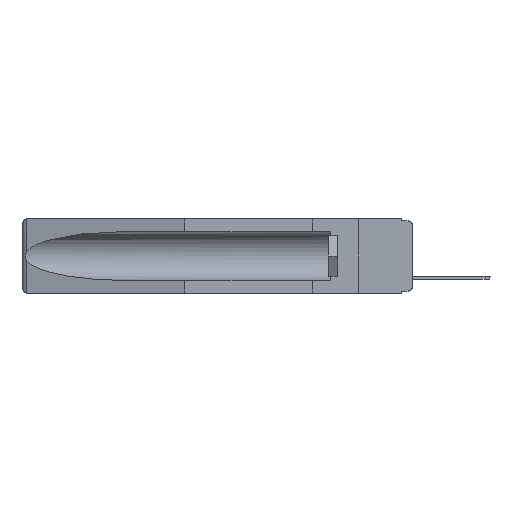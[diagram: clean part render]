
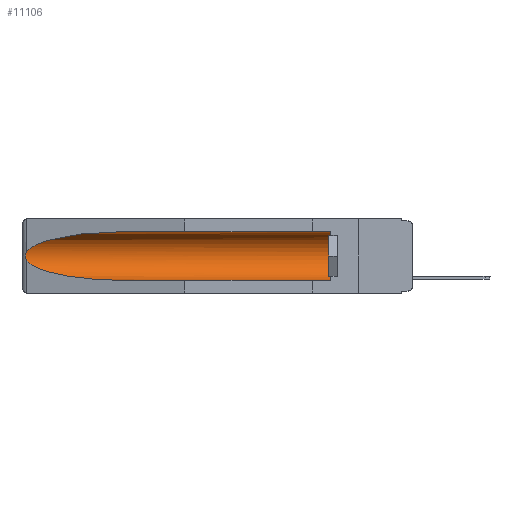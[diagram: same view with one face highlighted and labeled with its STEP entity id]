
A CAD part, left-side view. The second image highlights one B-rep face of the part: STEP entity #11106.
In plain terms, the highlighted cylindrical face has radius 2.857 mm (diameter 5.715 mm), a partial arc.
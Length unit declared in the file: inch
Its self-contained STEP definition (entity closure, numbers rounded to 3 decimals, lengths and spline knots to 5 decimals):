
#132 = LINE ( 'NONE', #24705, #6107 ) ;
#159 = EDGE_LOOP ( 'NONE', ( #19215, #19238, #9402, #18316, #25430, #21725 ) ) ;
#317 = EDGE_CURVE ( 'NONE', #14689, #1844, #9512, .T. ) ;
#985 = CARTESIAN_POINT ( 'NONE',  ( 0.26537, 1.52718, -0.19328 ) ) ;
#1472 = EDGE_CURVE ( 'NONE', #15846, #5969, #14963, .T. ) ;
#1844 = VERTEX_POINT ( 'NONE', #16802 ) ;
#2178 = EDGE_CURVE ( 'NONE', #14689, #11302, #132, .T. ) ;
#2782 = CARTESIAN_POINT ( 'NONE',  ( 0.155, -0.30754, -0.1715 ) ) ;
#3900 = DIRECTION ( 'NONE',  ( 0., 0., 1. ) ) ;
#5265 = CARTESIAN_POINT ( 'NONE',  ( 0.2675, 1.53308, -0.16763 ) ) ;
#5359 = CARTESIAN_POINT ( 'NONE',  ( 0.2673, 1.5327, -0.16383 ) ) ;
#5460 = CARTESIAN_POINT ( 'NONE',  ( 0.25451, 1.48313, -0.09465 ) ) ;
#5631 = VERTEX_POINT ( 'NONE', #985 ) ;
#5775 = CARTESIAN_POINT ( 'NONE',  ( 0.26537, 1.52718, -0.14972 ) ) ;
#5866 = CYLINDRICAL_SURFACE ( 'NONE', #15994, 0.1125 ) ;
#5969 = VERTEX_POINT ( 'NONE', #5775 ) ;
#6107 = VECTOR ( 'NONE', #20646, 39.37008 ) ;
#6854 = CARTESIAN_POINT ( 'NONE',  ( 0.26537, 1.52718, -0.19328 ) ) ;
#6940 = CARTESIAN_POINT ( 'NONE',  ( 0.21114, 1.30732, -0.284 ) ) ;
#7205 = CARTESIAN_POINT ( 'NONE',  ( 0.155, 1.07973, -0.059 ) ) ;
#8307 = CARTESIAN_POINT ( 'NONE',  ( 0.155, 1.07973, -0.059 ) ) ;
#9175 = CARTESIAN_POINT ( 'NONE',  ( 0.155, 1.07973, -0.284 ) ) ;
#9402 = ORIENTED_EDGE ( 'NONE', *, *, #10957, .T. ) ;
#9503 = EDGE_CURVE ( 'NONE', #1844, #15846, #16505, .T. ) ;
#9512 = CIRCLE ( 'NONE', #17137, 0.1125 ) ;
#9597 = CARTESIAN_POINT ( 'NONE',  ( 0.26597, 1.5296, -0.19026 ) ) ;
#10957 = EDGE_CURVE ( 'NONE', #5631, #11302, #19393, .T. ) ;
#11106 = ADVANCED_FACE ( 'NONE', ( #11484 ), #5866, .F. ) ;
#11302 = VERTEX_POINT ( 'NONE', #9175 ) ;
#11484 = FACE_OUTER_BOUND ( 'NONE', #159, .T. ) ;
#11829 = CARTESIAN_POINT ( 'NONE',  ( 0.26655, 1.53094, -0.18657 ) ) ;
#13584 = CARTESIAN_POINT ( 'NONE',  ( 0.26597, 1.52961, -0.15275 ) ) ;
#13779 = CARTESIAN_POINT ( 'NONE',  ( 0.26537, 1.52718, -0.14972 ) ) ;
#13859 = CARTESIAN_POINT ( 'NONE',  ( 0.26537, 1.52718, -0.14972 ) ) ;
#14296 = EDGE_CURVE ( 'NONE', #5969, #5631, #23445, .T. ) ;
#14689 = VERTEX_POINT ( 'NONE', #25833 ) ;
#14918 = CARTESIAN_POINT ( 'NONE',  ( 0.25451, 1.48313, -0.24835 ) ) ;
#14963 =( BOUNDED_CURVE ( )  B_SPLINE_CURVE ( 3, ( #7205, #15898, #5460, #13779 ),
 .UNSPECIFIED., .F., .F. ) 
 B_SPLINE_CURVE_WITH_KNOTS ( ( 4, 4 ),
 ( 4.71239, 6.08839 ),
 .UNSPECIFIED. ) 
 CURVE ( )  GEOMETRIC_REPRESENTATION_ITEM ( )  RATIONAL_B_SPLINE_CURVE ( ( 1., 0.848, 0.848, 1. ) ) 
 REPRESENTATION_ITEM ( '' )  );
#15176 = VECTOR ( 'NONE', #17153, 39.37008 ) ;
#15544 = DIRECTION ( 'NONE',  ( 0., 1., 0. ) ) ;
#15846 = VERTEX_POINT ( 'NONE', #8307 ) ;
#15898 = CARTESIAN_POINT ( 'NONE',  ( 0.21114, 1.30732, -0.059 ) ) ;
#15994 = AXIS2_PLACEMENT_3D ( 'NONE', #2782, #15544, #26181 ) ;
#16505 = LINE ( 'NONE', #21532, #15176 ) ;
#16802 = CARTESIAN_POINT ( 'NONE',  ( 0.155, 0.126, -0.059 ) ) ;
#17137 = AXIS2_PLACEMENT_3D ( 'NONE', #22691, #18601, #3900 ) ;
#17153 = DIRECTION ( 'NONE',  ( 0., 1., 0. ) ) ;
#17809 = CARTESIAN_POINT ( 'NONE',  ( 0.2673, 1.53269, -0.17917 ) ) ;
#18316 = ORIENTED_EDGE ( 'NONE', *, *, #2178, .F. ) ;
#18601 = DIRECTION ( 'NONE',  ( 0., -1., 0. ) ) ;
#19215 = ORIENTED_EDGE ( 'NONE', *, *, #1472, .T. ) ;
#19238 = ORIENTED_EDGE ( 'NONE', *, *, #14296, .T. ) ;
#19393 =( BOUNDED_CURVE ( )  B_SPLINE_CURVE ( 3, ( #6854, #14918, #6940, #19531 ),
 .UNSPECIFIED., .F., .F. ) 
 B_SPLINE_CURVE_WITH_KNOTS ( ( 4, 4 ),
 ( 0.1948, 1.5708 ),
 .UNSPECIFIED. ) 
 CURVE ( )  GEOMETRIC_REPRESENTATION_ITEM ( )  RATIONAL_B_SPLINE_CURVE ( ( 1., 0.848, 0.848, 1. ) ) 
 REPRESENTATION_ITEM ( '' )  );
#19531 = CARTESIAN_POINT ( 'NONE',  ( 0.155, 1.07973, -0.284 ) ) ;
#19866 = CARTESIAN_POINT ( 'NONE',  ( 0.26654, 1.53092, -0.15636 ) ) ;
#20646 = DIRECTION ( 'NONE',  ( 0., 1., 0. ) ) ;
#21532 = CARTESIAN_POINT ( 'NONE',  ( 0.155, -0.30754, -0.059 ) ) ;
#21725 = ORIENTED_EDGE ( 'NONE', *, *, #9503, .T. ) ;
#22691 = CARTESIAN_POINT ( 'NONE',  ( 0.155, 0.126, -0.1715 ) ) ;
#23445 = B_SPLINE_CURVE_WITH_KNOTS ( 'NONE', 3,
 ( #13859, #13584, #19866, #5359, #5265, #24121, #17809, #11829, #9597, #24396 ),
 .UNSPECIFIED., .F., .F.,
 ( 4, 2, 2, 2, 4 ),
 ( 0., 0.00029, 0.00058, 0.00087, 0.00117 ),
 .UNSPECIFIED. ) ;
#24121 = CARTESIAN_POINT ( 'NONE',  ( 0.2675, 1.53308, -0.17534 ) ) ;
#24396 = CARTESIAN_POINT ( 'NONE',  ( 0.26537, 1.52718, -0.19328 ) ) ;
#24705 = CARTESIAN_POINT ( 'NONE',  ( 0.155, -0.30754, -0.284 ) ) ;
#25430 = ORIENTED_EDGE ( 'NONE', *, *, #317, .T. ) ;
#25833 = CARTESIAN_POINT ( 'NONE',  ( 0.155, 0.126, -0.284 ) ) ;
#26181 = DIRECTION ( 'NONE',  ( 0., 0., 1. ) ) ;
